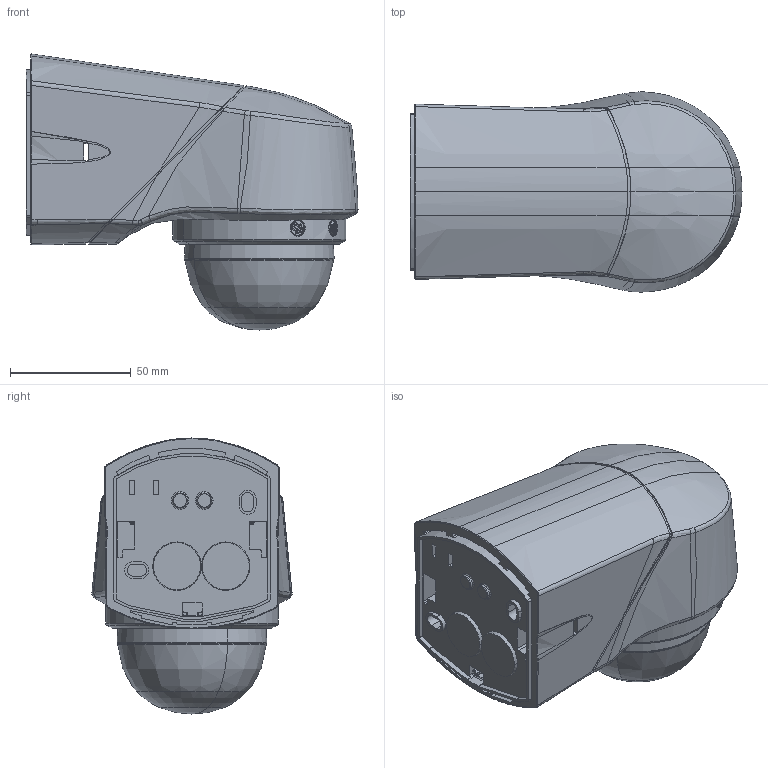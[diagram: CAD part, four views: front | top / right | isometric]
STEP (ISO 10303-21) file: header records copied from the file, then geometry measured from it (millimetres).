
FILE_DESCRIPTION((''),'2;1');
FILE_NAME('');
FILE_SCHEMA(('AUTOMOTIVE_DESIGN { 1 0 10303 214 1 1 1 1 }'));
Products named in the file (1): EM10015519
Bounding box: 137.35 x 82.8 x 114.19 mm (x, y, z)
Volume: 634044.2 mm3; surface area: 75107.2 mm2
Topology: 5 solids, 5 shells, 854 faces, 1986 edges, 1135 vertices
Faces by surface type: bspline 535, cylinder 137, plane 119, torus 27, cone 16, sphere 12, extrusion 6, revolution 2
Entity records: 67107 total; most frequent: CARTESIAN_POINT 52455, ORIENTED_EDGE 3906, EDGE_CURVE 1953, B_SPLINE_CURVE_WITH_KNOTS 1264, DIRECTION 1241, VERTEX_POINT 1135, EDGE_LOOP 882, ADVANCED_FACE 854
